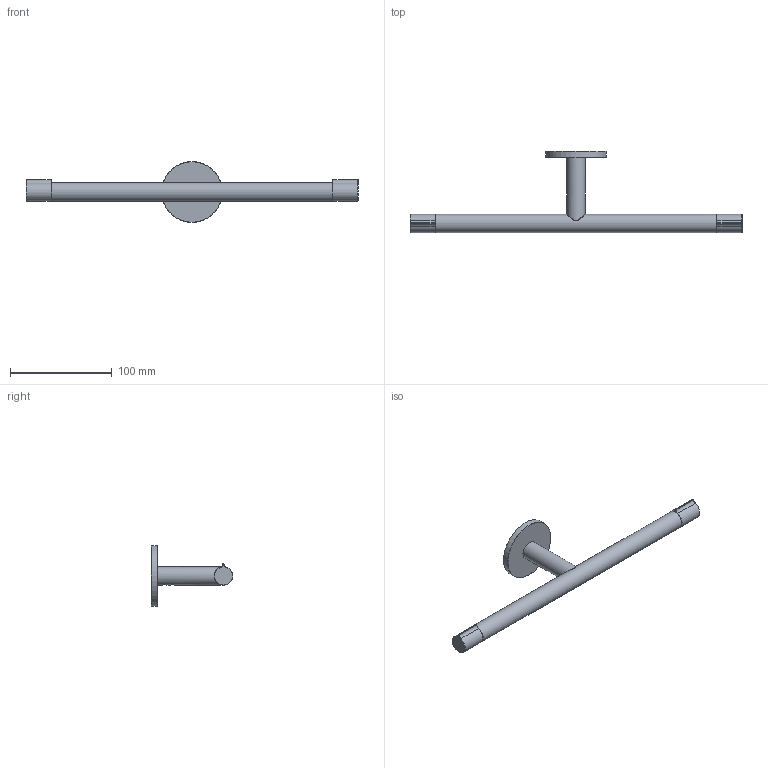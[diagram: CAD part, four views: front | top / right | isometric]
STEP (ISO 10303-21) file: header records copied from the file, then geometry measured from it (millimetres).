
FILE_DESCRIPTION(/* description */ ('Unknown'),/* implementation_level */ '2;1');
FILE_NAME(/* name */ 'GTA05-00',/* time_stamp */ '2026-02-19T10:33:42+01:00',/* author */ ('Unknown'),/* organization */ ('Unknown'),/* preprocessor_version */ 'ST-DEVELOPER v20',/* originating_system */ 'Solid Edge',/* authorisation */ 'Unknown');
FILE_SCHEMA (('AUTOMOTIVE_DESIGN {1 0 10303 214 3 1 1}'));
Length unit declared in the file: millimetre
Products named in the file (10): GTA05-00; GTA01-01; GTA04-001_oa_0; GTA04-04; GTA04-001_oa_1; GTA01-001_oa_2; GRANO5X6P_8; GTA05-001_oa_3; GTA05-01; GTA05-02
Assembly tree (11 placements, depth 3):
  GTA05-00
    GTA01-01
    GTA04-001_oa_0
      GTA04-04
    GTA04-001_oa_1
      GTA04-04
    GTA01-001_oa_2
      GRANO5X6P_8  x2
    GTA05-001_oa_3
      GTA05-01
      GTA05-02
Bounding box: 327 x 80 x 60 mm (x, y, z)
Volume: 49655 mm3; surface area: 48271.4 mm2
Topology: 7 solids, 7 shells, 160 faces, 380 edges, 239 vertices
Faces by surface type: plane 53, cylinder 51, torus 23, bspline 17, cone 16
Full cylindrical faces by diameter (mm): 4.917 x2, 5.25 x2, 10 x1, 11.4 x2, 11.5 x1, 15 x1, 15.5 x4, 16 x1, 18 x2, 45 x1, 60 x1
Entity records: 13439 total; most frequent: CARTESIAN_POINT 11064, DIRECTION 428, ORIENTED_EDGE 422, EDGE_CURVE 211, AXIS2_PLACEMENT_3D 188, FACE_BOUND 159, EDGE_LOOP 158, VERTEX_POINT 150
